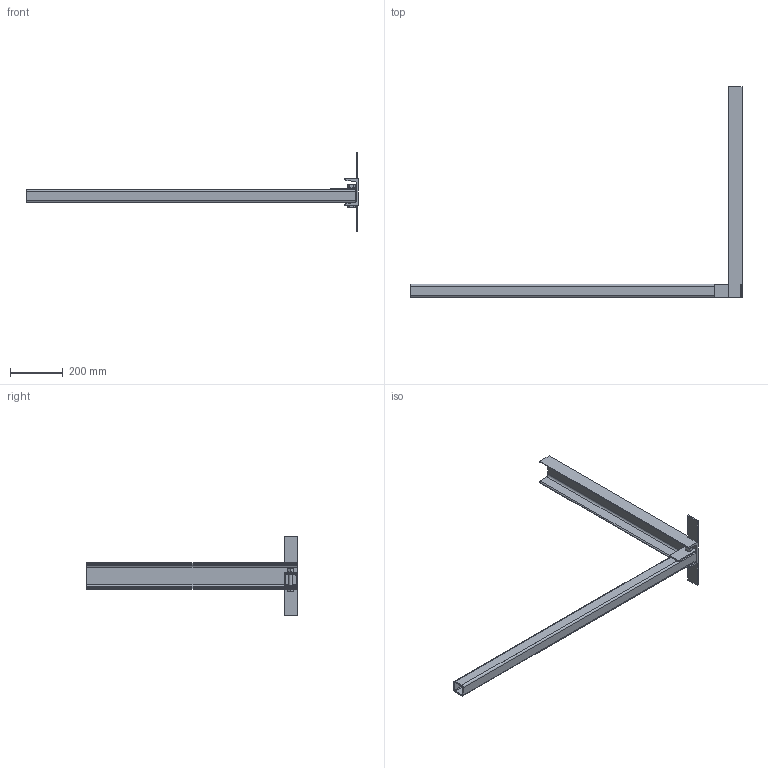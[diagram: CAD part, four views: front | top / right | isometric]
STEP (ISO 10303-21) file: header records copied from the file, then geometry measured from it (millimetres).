
FILE_DESCRIPTION(/* description */ (''),/* implementation_level */ '2;1');
FILE_NAME(/* name */ 'CHANNEL_LEG ASSEMBLY.stp',/* time_stamp */ '2025-04-12T17:20:24+03:00',/* author */ ('User'),/* organization */ (''),/* preprocessor_version */ 'ST-DEVELOPER v19',/* originating_system */ 'Autodesk Inventor 2023',/* authorisation */ '');
FILE_SCHEMA (('AUTOMOTIVE_DESIGN { 1 0 10303 214 3 1 1 }'));
Length unit declared in the file: millimetre
Products named in the file (15): CHANNEL_LEG ASSEMBLY; U_SECTION_50; U_SECTION; Frame 1744276058426; Skeleton 1744276058427; ISO 657_11 CH 100 x 10 1744276061340; LEG_ATTACHMENT1; LEG_ATTACHMENT1_1; LEG_50; LEG; Frame 1744274640469; Skeleton 1744274640470; ISO 12633-2 50x50x5 1744274642458; ANSI B18.2.3.5M - M16 x 2 x 80; ANSI B 18.2.4.1 M - M16 x 2
Assembly tree (15 placements, depth 4):
  CHANNEL_LEG ASSEMBLY
    U_SECTION_50
      U_SECTION
      Frame 1744276058426
        Skeleton 1744276058427
        ISO 657_11 CH 100 x 10 1744276061340
    LEG_ATTACHMENT1  x2
    LEG_ATTACHMENT1_1
    LEG_50
      LEG
      Frame 1744274640469
        Skeleton 1744274640470
        ISO 12633-2 50x50x5 1744274642458
    ANSI B18.2.3.5M - M16 x 2 x 80
    ANSI B 18.2.4.1 M - M16 x 2
Bounding box: 1260.9 x 800 x 300 mm (x, y, z)
Volume: 2216361.4 mm3; surface area: 772105.1 mm2
Topology: 7 solids, 7 shells, 95 faces, 223 edges, 145 vertices
Faces by surface type: plane 55, cone 21, cylinder 18, torus 1
Full cylindrical faces by diameter (mm): 13.835 x1, 16 x5
Entity records: 3107 total; most frequent: CARTESIAN_POINT 538, DIRECTION 475, ORIENTED_EDGE 418, EDGE_CURVE 209, AXIS2_PLACEMENT_3D 182, VERTEX_POINT 133, LINE 111, VECTOR 111
